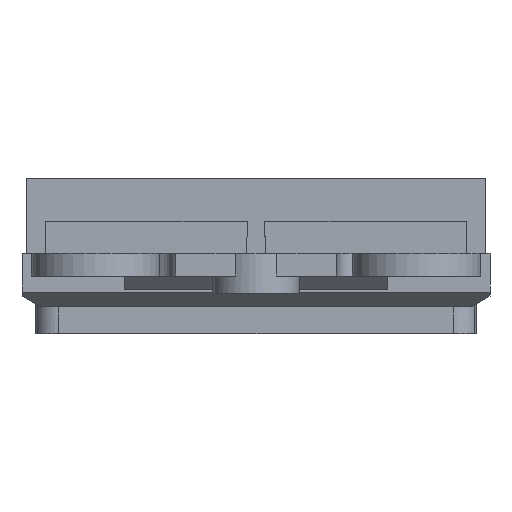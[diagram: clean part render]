
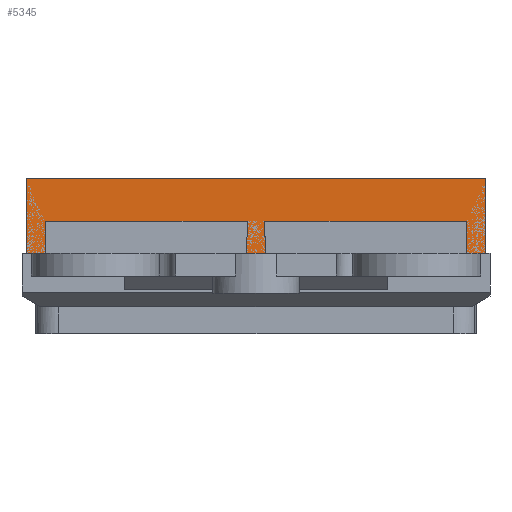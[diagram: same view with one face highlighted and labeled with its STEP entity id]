
A CAD part, front view. The second image highlights one B-rep face of the part: STEP entity #5345.
In plain terms, the highlighted planar face has unit normal (0, -1, 0).
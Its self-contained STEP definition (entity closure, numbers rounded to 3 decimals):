
#51=FACE_BOUND('',#588,.T.);
#52=FACE_BOUND('',#589,.T.);
#139=PLANE('',#5633);
#340=FACE_OUTER_BOUND('',#587,.T.);
#587=EDGE_LOOP('',(#4195,#4196,#4197,#4198,#4199,#4200,#4201,#4202));
#588=EDGE_LOOP('',(#4203,#4204,#4205,#4206));
#589=EDGE_LOOP('',(#4207,#4208,#4209,#4210));
#791=LINE('',#7280,#1494);
#796=LINE('',#7295,#1499);
#806=LINE('',#7323,#1509);
#810=LINE('',#7330,#1513);
#826=LINE('',#7363,#1529);
#859=LINE('',#7429,#1562);
#900=LINE('',#7511,#1603);
#919=LINE('',#7549,#1622);
#954=LINE('',#7638,#1657);
#1042=LINE('',#7785,#1745);
#1075=LINE('',#7838,#1778);
#1085=LINE('',#7862,#1788);
#1088=LINE('',#7868,#1791);
#1089=LINE('',#7870,#1792);
#1090=LINE('',#7871,#1793);
#1091=LINE('',#7872,#1794);
#1494=VECTOR('',#5904,10.);
#1499=VECTOR('',#5917,10.);
#1509=VECTOR('',#5945,10.);
#1513=VECTOR('',#5949,10.);
#1529=VECTOR('',#5967,10.);
#1562=VECTOR('',#6004,10.);
#1603=VECTOR('',#6049,10.);
#1622=VECTOR('',#6074,10.);
#1657=VECTOR('',#6139,10.);
#1745=VECTOR('',#6275,10.);
#1778=VECTOR('',#6330,10.);
#1788=VECTOR('',#6366,10.);
#1791=VECTOR('',#6375,10.);
#1792=VECTOR('',#6378,10.);
#1793=VECTOR('',#6379,10.);
#1794=VECTOR('',#6380,10.);
#2294=VERTEX_POINT('',#7278);
#2295=VERTEX_POINT('',#7279);
#2300=VERTEX_POINT('',#7293);
#2301=VERTEX_POINT('',#7294);
#2310=VERTEX_POINT('',#7322);
#2313=VERTEX_POINT('',#7328);
#2328=VERTEX_POINT('',#7360);
#2329=VERTEX_POINT('',#7362);
#2359=VERTEX_POINT('',#7426);
#2360=VERTEX_POINT('',#7428);
#2398=VERTEX_POINT('',#7508);
#2399=VERTEX_POINT('',#7510);
#2415=VERTEX_POINT('',#7548);
#2454=VERTEX_POINT('',#7636);
#2497=VERTEX_POINT('',#7835);
#2498=VERTEX_POINT('',#7837);
#2829=EDGE_CURVE('',#2294,#2295,#791,.T.);
#2836=EDGE_CURVE('',#2300,#2301,#796,.T.);
#2852=EDGE_CURVE('',#2310,#2294,#806,.T.);
#2856=EDGE_CURVE('',#2301,#2313,#810,.T.);
#2872=EDGE_CURVE('',#2328,#2329,#826,.T.);
#2905=EDGE_CURVE('',#2360,#2359,#859,.F.);
#2946=EDGE_CURVE('',#2398,#2399,#900,.F.);
#2965=EDGE_CURVE('',#2310,#2415,#919,.T.);
#3012=EDGE_CURVE('',#2313,#2454,#954,.T.);
#3100=EDGE_CURVE('',#2300,#2295,#1042,.T.);
#3133=EDGE_CURVE('',#2498,#2497,#1075,.F.);
#3143=EDGE_CURVE('',#2328,#2498,#1085,.T.);
#3146=EDGE_CURVE('',#2398,#2360,#1088,.T.);
#3147=EDGE_CURVE('',#2454,#2415,#1089,.T.);
#3148=EDGE_CURVE('',#2399,#2359,#1090,.T.);
#3149=EDGE_CURVE('',#2329,#2497,#1091,.T.);
#4195=ORIENTED_EDGE('',*,*,#2856,.T.);
#4196=ORIENTED_EDGE('',*,*,#3012,.T.);
#4197=ORIENTED_EDGE('',*,*,#3147,.T.);
#4198=ORIENTED_EDGE('',*,*,#2965,.F.);
#4199=ORIENTED_EDGE('',*,*,#2852,.T.);
#4200=ORIENTED_EDGE('',*,*,#2829,.T.);
#4201=ORIENTED_EDGE('',*,*,#3100,.F.);
#4202=ORIENTED_EDGE('',*,*,#2836,.T.);
#4203=ORIENTED_EDGE('',*,*,#2905,.T.);
#4204=ORIENTED_EDGE('',*,*,#3148,.F.);
#4205=ORIENTED_EDGE('',*,*,#2946,.F.);
#4206=ORIENTED_EDGE('',*,*,#3146,.T.);
#4207=ORIENTED_EDGE('',*,*,#3133,.T.);
#4208=ORIENTED_EDGE('',*,*,#3149,.F.);
#4209=ORIENTED_EDGE('',*,*,#2872,.F.);
#4210=ORIENTED_EDGE('',*,*,#3143,.T.);
#5345=ADVANCED_FACE('',(#340,#51,#52),#139,.F.);
#5633=AXIS2_PLACEMENT_3D('',#7869,#6376,#6377);
#5904=DIRECTION('',(0.,0.,-1.));
#5917=DIRECTION('',(0.,0.,1.));
#5945=DIRECTION('',(1.,0.,0.));
#5949=DIRECTION('',(1.,0.,0.));
#5967=DIRECTION('',(0.017,0.,1.));
#6004=DIRECTION('',(0.017,0.,-1.));
#6049=DIRECTION('',(-0.017,0.,-1.));
#6074=DIRECTION('',(0.,0.,1.));
#6139=DIRECTION('',(0.,0.,1.));
#6275=DIRECTION('',(-1.,0.,0.));
#6330=DIRECTION('',(0.017,0.,-1.));
#6366=DIRECTION('',(-1.,0.,0.));
#6375=DIRECTION('',(-1.,0.,0.));
#6376=DIRECTION('center_axis',(0.,1.,0.));
#6377=DIRECTION('ref_axis',(0.,0.,1.));
#6378=DIRECTION('',(-1.,0.,0.));
#6379=DIRECTION('',(-1.,0.,0.));
#6380=DIRECTION('',(-1.,0.,0.));
#7278=CARTESIAN_POINT('',(-16.306,-32.15,3.));
#7279=CARTESIAN_POINT('',(-16.306,-32.15,0.));
#7280=CARTESIAN_POINT('',(-16.306,-32.15,0.));
#7293=CARTESIAN_POINT('',(16.306,-32.15,0.));
#7294=CARTESIAN_POINT('',(16.306,-32.15,3.));
#7295=CARTESIAN_POINT('',(16.306,-32.15,0.));
#7322=CARTESIAN_POINT('',(-17.2,-32.15,3.));
#7323=CARTESIAN_POINT('',(-8.6,-32.15,3.));
#7328=CARTESIAN_POINT('',(17.2,-32.15,3.));
#7330=CARTESIAN_POINT('',(-8.6,-32.15,3.));
#7360=CARTESIAN_POINT('',(15.652,-32.15,3.));
#7362=CARTESIAN_POINT('',(15.747,-32.15,8.4));
#7363=CARTESIAN_POINT('',(15.644,-32.15,2.513));
#7426=CARTESIAN_POINT('',(-15.747,-32.15,8.4));
#7428=CARTESIAN_POINT('',(-15.652,-32.15,3.));
#7429=CARTESIAN_POINT('',(-15.644,-32.15,2.513));
#7508=CARTESIAN_POINT('',(-0.748,-32.15,3.));
#7510=CARTESIAN_POINT('',(-0.653,-32.15,8.4));
#7511=CARTESIAN_POINT('',(-0.756,-32.15,2.499));
#7548=CARTESIAN_POINT('',(-17.2,-32.15,11.6));
#7549=CARTESIAN_POINT('',(-17.2,-32.15,0.));
#7636=CARTESIAN_POINT('',(17.2,-32.15,11.6));
#7638=CARTESIAN_POINT('',(17.2,-32.15,0.));
#7785=CARTESIAN_POINT('',(-17.2,-32.15,0.));
#7835=CARTESIAN_POINT('',(0.653,-32.15,8.4));
#7837=CARTESIAN_POINT('',(0.748,-32.15,3.));
#7838=CARTESIAN_POINT('',(0.756,-32.15,2.513));
#7862=CARTESIAN_POINT('',(0.8,-32.15,3.));
#7868=CARTESIAN_POINT('',(0.8,-32.15,3.));
#7869=CARTESIAN_POINT('Origin',(-17.2,-32.15,5.));
#7870=CARTESIAN_POINT('',(0.8,-32.15,11.6));
#7871=CARTESIAN_POINT('',(17.2,-32.15,8.4));
#7872=CARTESIAN_POINT('',(17.2,-32.15,8.4));
